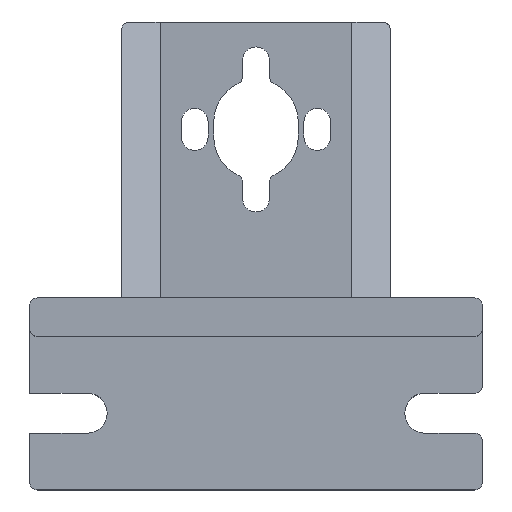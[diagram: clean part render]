
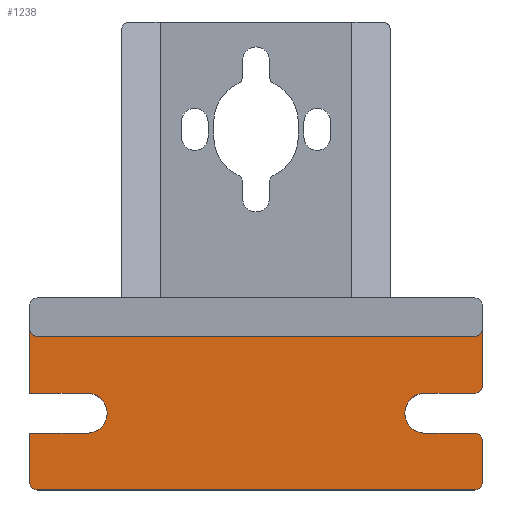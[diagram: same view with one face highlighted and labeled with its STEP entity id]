
A CAD part, top view. The second image highlights one B-rep face of the part: STEP entity #1238.
In plain terms, the highlighted planar face has unit normal (0, 0, 1).
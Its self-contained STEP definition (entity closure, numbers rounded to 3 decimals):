
#47=PLANE('',#1373);
#100=FACE_OUTER_BOUND('',#173,.T.);
#173=EDGE_LOOP('',(#1054,#1055,#1056,#1057,#1058,#1059,#1060,#1061,#1062,
#1063,#1064,#1065,#1066,#1067,#1068,#1069,#1070,#1071));
#254=LINE('',#1975,#372);
#257=LINE('',#1983,#375);
#271=LINE('',#2021,#389);
#275=LINE('',#2030,#393);
#277=LINE('',#2034,#395);
#281=LINE('',#2041,#399);
#288=LINE('',#2066,#406);
#298=LINE('',#2092,#416);
#301=LINE('',#2099,#419);
#302=LINE('',#2101,#420);
#372=VECTOR('',#1572,10.);
#375=VECTOR('',#1581,10.);
#389=VECTOR('',#1619,10.);
#393=VECTOR('',#1629,10.);
#395=VECTOR('',#1633,10.);
#399=VECTOR('',#1639,10.);
#406=VECTOR('',#1664,10.);
#416=VECTOR('',#1696,10.);
#419=VECTOR('',#1705,10.);
#420=VECTOR('',#1708,10.);
#483=CIRCLE('',#1328,1.);
#484=CIRCLE('',#1331,1.);
#487=CIRCLE('',#1346,2.6);
#489=CIRCLE('',#1353,1.);
#493=CIRCLE('',#1361,1.);
#494=CIRCLE('',#1363,1.);
#495=CIRCLE('',#1365,1.);
#497=CIRCLE('',#1371,2.6);
#583=VERTEX_POINT('',#1967);
#584=VERTEX_POINT('',#1968);
#585=VERTEX_POINT('',#1973);
#586=VERTEX_POINT('',#1977);
#587=VERTEX_POINT('',#1981);
#598=VERTEX_POINT('',#2019);
#599=VERTEX_POINT('',#2020);
#600=VERTEX_POINT('',#2025);
#601=VERTEX_POINT('',#2029);
#602=VERTEX_POINT('',#2033);
#607=VERTEX_POINT('',#2048);
#608=VERTEX_POINT('',#2050);
#613=VERTEX_POINT('',#2065);
#614=VERTEX_POINT('',#2072);
#615=VERTEX_POINT('',#2076);
#616=VERTEX_POINT('',#2080);
#618=VERTEX_POINT('',#2091);
#619=VERTEX_POINT('',#2095);
#717=EDGE_CURVE('',#583,#584,#483,.T.);
#721=EDGE_CURVE('',#583,#585,#254,.T.);
#722=EDGE_CURVE('',#586,#585,#484,.T.);
#725=EDGE_CURVE('',#586,#587,#257,.T.);
#743=EDGE_CURVE('',#598,#599,#271,.T.);
#746=EDGE_CURVE('',#599,#600,#487,.T.);
#748=EDGE_CURVE('',#600,#601,#275,.T.);
#750=EDGE_CURVE('',#602,#598,#277,.T.);
#754=EDGE_CURVE('',#601,#584,#281,.T.);
#758=EDGE_CURVE('',#607,#608,#489,.F.);
#766=EDGE_CURVE('',#613,#608,#288,.T.);
#770=EDGE_CURVE('',#613,#614,#493,.T.);
#772=EDGE_CURVE('',#615,#587,#494,.T.);
#774=EDGE_CURVE('',#602,#616,#495,.F.);
#780=EDGE_CURVE('',#618,#614,#298,.T.);
#782=EDGE_CURVE('',#619,#618,#497,.T.);
#784=EDGE_CURVE('',#615,#619,#301,.T.);
#785=EDGE_CURVE('',#607,#616,#302,.T.);
#1054=ORIENTED_EDGE('',*,*,#717,.F.);
#1055=ORIENTED_EDGE('',*,*,#721,.T.);
#1056=ORIENTED_EDGE('',*,*,#722,.F.);
#1057=ORIENTED_EDGE('',*,*,#725,.T.);
#1058=ORIENTED_EDGE('',*,*,#772,.F.);
#1059=ORIENTED_EDGE('',*,*,#784,.T.);
#1060=ORIENTED_EDGE('',*,*,#782,.T.);
#1061=ORIENTED_EDGE('',*,*,#780,.T.);
#1062=ORIENTED_EDGE('',*,*,#770,.F.);
#1063=ORIENTED_EDGE('',*,*,#766,.T.);
#1064=ORIENTED_EDGE('',*,*,#758,.F.);
#1065=ORIENTED_EDGE('',*,*,#785,.T.);
#1066=ORIENTED_EDGE('',*,*,#774,.F.);
#1067=ORIENTED_EDGE('',*,*,#750,.T.);
#1068=ORIENTED_EDGE('',*,*,#743,.T.);
#1069=ORIENTED_EDGE('',*,*,#746,.T.);
#1070=ORIENTED_EDGE('',*,*,#748,.T.);
#1071=ORIENTED_EDGE('',*,*,#754,.T.);
#1238=ADVANCED_FACE('',(#100),#47,.T.);
#1328=AXIS2_PLACEMENT_3D('',#1969,#1565,#1566);
#1331=AXIS2_PLACEMENT_3D('',#1978,#1575,#1576);
#1346=AXIS2_PLACEMENT_3D('',#2026,#1624,#1625);
#1353=AXIS2_PLACEMENT_3D('',#2051,#1648,#1649);
#1361=AXIS2_PLACEMENT_3D('',#2073,#1672,#1673);
#1363=AXIS2_PLACEMENT_3D('',#2077,#1677,#1678);
#1365=AXIS2_PLACEMENT_3D('',#2081,#1682,#1683);
#1371=AXIS2_PLACEMENT_3D('',#2096,#1700,#1701);
#1373=AXIS2_PLACEMENT_3D('',#2100,#1706,#1707);
#1565=DIRECTION('center_axis',(0.,0.,-1.));
#1566=DIRECTION('ref_axis',(-0.707,-0.707,0.));
#1572=DIRECTION('',(1.,0.,0.));
#1575=DIRECTION('center_axis',(0.,0.,-1.));
#1576=DIRECTION('ref_axis',(0.707,-0.707,0.));
#1581=DIRECTION('',(0.,1.,0.));
#1619=DIRECTION('',(1.,0.,0.));
#1624=DIRECTION('center_axis',(0.,0.,-1.));
#1625=DIRECTION('ref_axis',(0.,1.,0.));
#1629=DIRECTION('',(-1.,0.,0.));
#1633=DIRECTION('',(0.,-1.,0.));
#1639=DIRECTION('',(0.,-1.,0.));
#1648=DIRECTION('center_axis',(0.,0.,-1.));
#1649=DIRECTION('ref_axis',(0.707,-0.707,0.));
#1664=DIRECTION('',(0.,1.,0.));
#1672=DIRECTION('center_axis',(0.,0.,-1.));
#1673=DIRECTION('ref_axis',(0.707,-0.707,0.));
#1677=DIRECTION('center_axis',(0.,0.,-1.));
#1678=DIRECTION('ref_axis',(0.707,0.707,0.));
#1682=DIRECTION('center_axis',(0.,0.,-1.));
#1683=DIRECTION('ref_axis',(-0.707,-0.707,0.));
#1696=DIRECTION('',(1.,0.,0.));
#1700=DIRECTION('center_axis',(0.,0.,-1.));
#1701=DIRECTION('ref_axis',(0.,1.,0.));
#1705=DIRECTION('',(-1.,0.,0.));
#1706=DIRECTION('center_axis',(0.,0.,1.));
#1707=DIRECTION('ref_axis',(1.,0.,0.));
#1708=DIRECTION('',(-1.,0.,0.));
#1967=CARTESIAN_POINT('',(-31.497,-37.618,5.));
#1968=CARTESIAN_POINT('',(-32.497,-36.618,5.));
#1969=CARTESIAN_POINT('Origin',(-31.497,-36.618,5.));
#1973=CARTESIAN_POINT('',(25.503,-37.618,5.));
#1975=CARTESIAN_POINT('',(-32.497,-37.618,5.));
#1977=CARTESIAN_POINT('',(26.503,-36.618,5.));
#1978=CARTESIAN_POINT('Origin',(25.503,-36.618,5.));
#1981=CARTESIAN_POINT('',(26.503,-31.218,5.));
#1983=CARTESIAN_POINT('',(26.503,-37.618,5.));
#2019=CARTESIAN_POINT('',(-32.497,-25.018,5.));
#2020=CARTESIAN_POINT('',(-24.997,-25.018,5.));
#2021=CARTESIAN_POINT('',(-13.997,-25.018,5.));
#2025=CARTESIAN_POINT('',(-24.997,-30.218,5.));
#2026=CARTESIAN_POINT('Origin',(-24.997,-27.618,5.));
#2029=CARTESIAN_POINT('',(-32.497,-30.218,5.));
#2030=CARTESIAN_POINT('',(-17.747,-30.218,5.));
#2033=CARTESIAN_POINT('',(-32.497,-16.618,5.));
#2034=CARTESIAN_POINT('',(-32.497,-12.618,5.));
#2041=CARTESIAN_POINT('',(-32.497,-12.618,5.));
#2048=CARTESIAN_POINT('',(25.503,-17.618,5.));
#2050=CARTESIAN_POINT('',(26.503,-16.618,5.));
#2051=CARTESIAN_POINT('Origin',(25.503,-16.618,5.));
#2065=CARTESIAN_POINT('',(26.503,-24.018,5.));
#2066=CARTESIAN_POINT('',(26.503,-37.618,5.));
#2072=CARTESIAN_POINT('',(25.503,-25.018,5.));
#2073=CARTESIAN_POINT('Origin',(25.503,-24.018,5.));
#2076=CARTESIAN_POINT('',(25.503,-30.218,5.));
#2077=CARTESIAN_POINT('Origin',(25.503,-31.218,5.));
#2080=CARTESIAN_POINT('',(-31.497,-17.618,5.));
#2081=CARTESIAN_POINT('Origin',(-31.497,-16.618,5.));
#2091=CARTESIAN_POINT('',(19.003,-25.018,5.));
#2092=CARTESIAN_POINT('',(8.003,-25.018,5.));
#2095=CARTESIAN_POINT('',(19.003,-30.218,5.));
#2096=CARTESIAN_POINT('Origin',(19.003,-27.618,5.));
#2099=CARTESIAN_POINT('',(11.753,-30.218,5.));
#2100=CARTESIAN_POINT('Origin',(-2.997,-2.941,5.));
#2101=CARTESIAN_POINT('',(-17.747,-17.618,5.));
